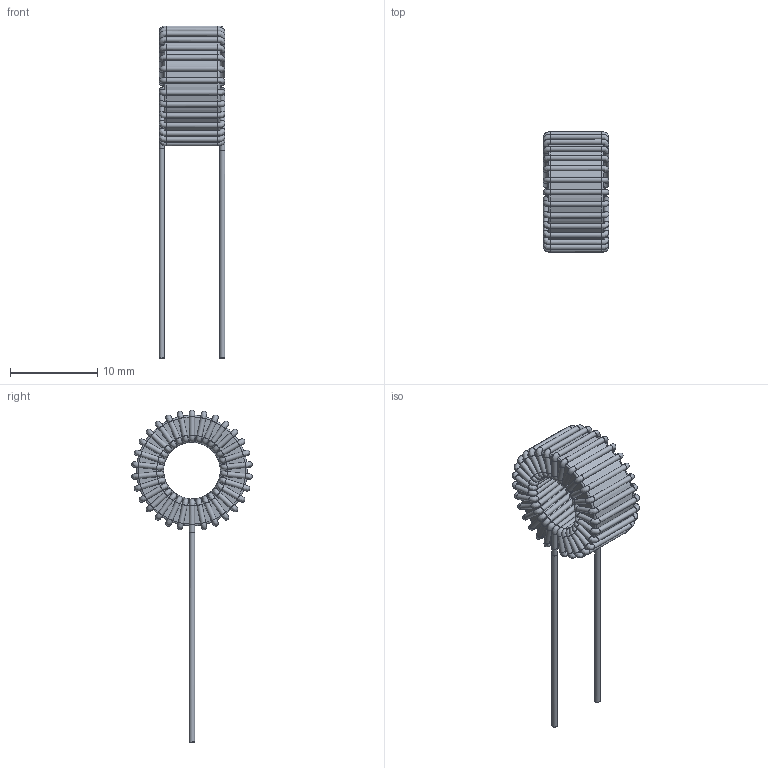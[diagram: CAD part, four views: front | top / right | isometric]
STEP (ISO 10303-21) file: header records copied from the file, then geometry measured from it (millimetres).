
FILE_DESCRIPTION( ('This file contains a STEP AP42 implementation' ,'as created by ZW3D STEP Interface translator.') ,'2;1' );
FILE_NAME( 'TR1711-L.stp' ,'14 925.1330 6', (''), ('ZWCAD Software Co.'), 'Version 1.0', 'ZW3D to STEP translator', '' );
FILE_SCHEMA( ('CONFIG_CONTROL_DESIGN') );
Length unit declared in the file: millimetre
Products named in the file (1): 0
Bounding box: 7.55 x 13.83 x 38.1 mm (x, y, z)
Volume: 688.9 mm3; surface area: 1741.2 mm2
Topology: 4 solids, 4 shells, 255 faces, 692 edges, 445 vertices
Faces by surface type: bspline 255
Entity records: 58131 total; most frequent: CARTESIAN_POINT 54325, ORIENTED_EDGE 1384, EDGE_CURVE 692, B_SPLINE_CURVE_WITH_KNOTS 484, VERTEX_POINT 445, EDGE_LOOP 257, FACE_OUTER_BOUND 255, ADVANCED_FACE 255
